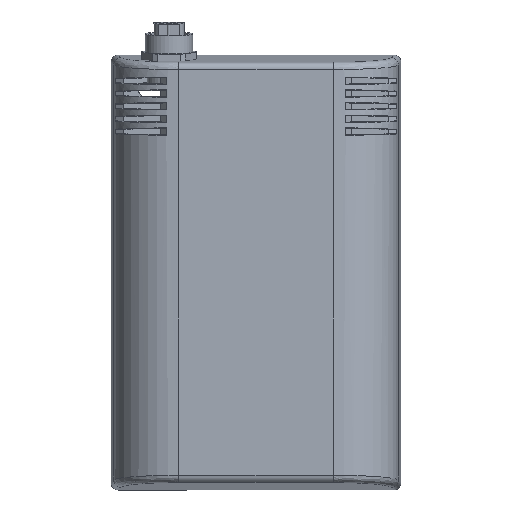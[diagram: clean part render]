
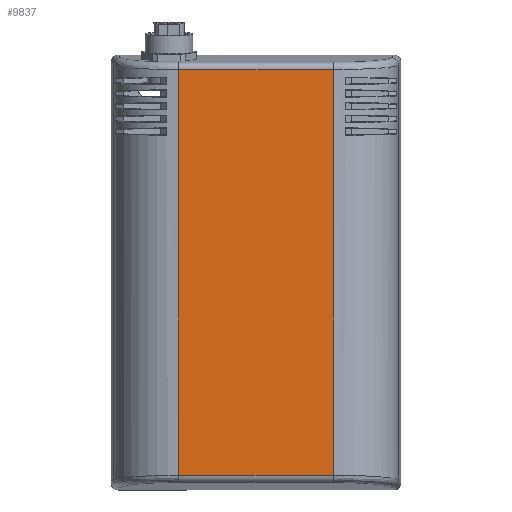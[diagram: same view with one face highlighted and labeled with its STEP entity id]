
A CAD part, top view. The second image highlights one B-rep face of the part: STEP entity #9837.
In plain terms, the highlighted face is planar.
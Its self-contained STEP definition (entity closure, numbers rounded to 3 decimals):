
#1493=FACE_OUTER_BOUND('',#2084,.T.);
#2084=EDGE_LOOP('',(#8383,#8384,#8385,#8386));
#2659=LINE('',#16566,#3409);
#2710=LINE('',#17267,#3460);
#2822=LINE('',#18038,#3572);
#2828=LINE('',#18089,#3578);
#3409=VECTOR('',#12906,10.);
#3460=VECTOR('',#13041,10.);
#3572=VECTOR('',#13385,10.);
#3578=VECTOR('',#13403,10.);
#4279=VERTEX_POINT('',#16560);
#4281=VERTEX_POINT('',#16564);
#4357=VERTEX_POINT('',#17263);
#4359=VERTEX_POINT('',#17266);
#5487=EDGE_CURVE('',#4281,#4279,#2659,.T.);
#5599=EDGE_CURVE('',#4357,#4359,#2710,.T.);
#5769=EDGE_CURVE('',#4279,#4357,#2822,.T.);
#5778=EDGE_CURVE('',#4359,#4281,#2828,.T.);
#8383=ORIENTED_EDGE('',*,*,#5769,.F.);
#8384=ORIENTED_EDGE('',*,*,#5487,.F.);
#8385=ORIENTED_EDGE('',*,*,#5778,.F.);
#8386=ORIENTED_EDGE('',*,*,#5599,.F.);
#8840=PLANE('',#10829);
#9837=ADVANCED_FACE('',(#1493),#8840,.T.);
#10829=AXIS2_PLACEMENT_3D('',#18088,#13401,#13402);
#12906=DIRECTION('',(0.,0.,1.));
#13041=DIRECTION('',(0.,0.,-1.));
#13385=DIRECTION('',(-1.,0.,0.));
#13401=DIRECTION('center_axis',(0.,1.,0.));
#13402=DIRECTION('ref_axis',(0.,0.,1.));
#13403=DIRECTION('',(1.,0.,0.));
#16560=CARTESIAN_POINT('',(61.319,25.,115.98));
#16564=CARTESIAN_POINT('',(61.319,25.,4.02));
#16566=CARTESIAN_POINT('',(61.319,25.,0.));
#17263=CARTESIAN_POINT('',(18.681,25.,115.98));
#17266=CARTESIAN_POINT('',(18.681,25.,4.02));
#17267=CARTESIAN_POINT('',(18.681,25.,0.));
#18038=CARTESIAN_POINT('',(20.,25.,115.98));
#18088=CARTESIAN_POINT('Origin',(0.,25.,0.));
#18089=CARTESIAN_POINT('',(20.,25.,4.02));
